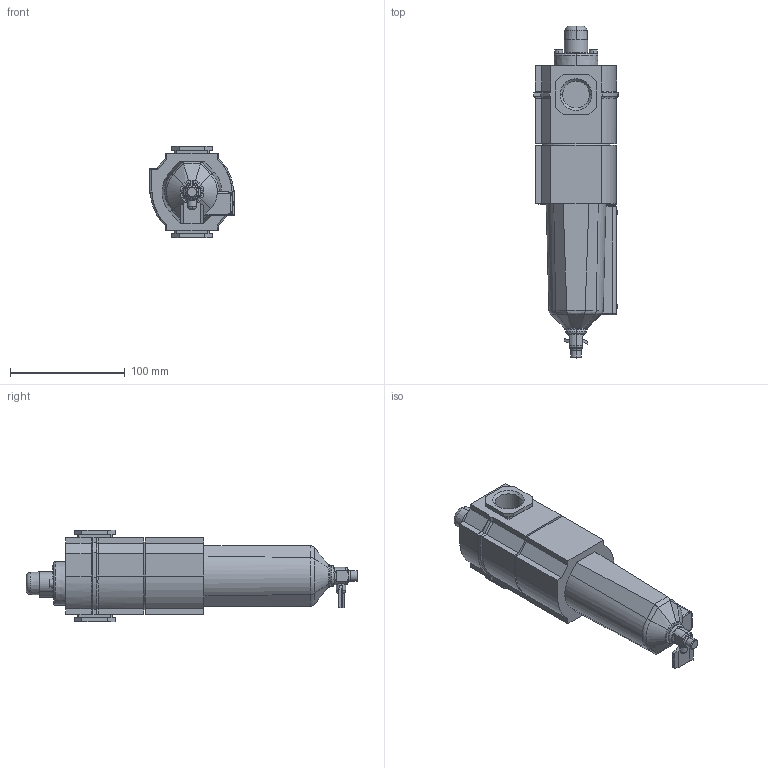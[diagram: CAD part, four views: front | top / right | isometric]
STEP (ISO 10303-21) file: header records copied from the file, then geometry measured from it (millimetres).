
FILE_DESCRIPTION (( 'STEP AP214' ), '1' );
FILE_NAME ('Norgren-F74H-6AD-QD0.step', '2019-03-03T02:16:24', ( '' ), ( '' ), 'SwSTEP 2.0', 'SolidWorks 2019', '' );
FILE_SCHEMA (( 'AUTOMOTIVE_DESIGN' ));
Length unit declared in the file: millimetre
Products named in the file (6): Norgren-F74H-6AD-QD0_F74_ss_47_3-4; Norgren-F74H-6AD-QD0; Norgren-F74H-6AD-QD0_F74_ss_36; Norgren-F74H-6AD-QD0_F74_ss_03; Norgren-F74H-6AD-QD0_F74_ss_31_HQ; Norgren-F74H-6AD-QD0_F74_5797-50
Assembly tree (5 placements, depth 2):
  Norgren-F74H-6AD-QD0
    Norgren-F74H-6AD-QD0_F74_ss_47_3-4
    Norgren-F74H-6AD-QD0_F74_ss_31_HQ
    Norgren-F74H-6AD-QD0_F74_ss_36
    Norgren-F74H-6AD-QD0_F74_ss_03
    Norgren-F74H-6AD-QD0_F74_5797-50
Bounding box: 73.5 x 289.64 x 80 mm (x, y, z)
Volume: 742183.2 mm3; surface area: 84792.7 mm2
Topology: 6 solids, 6 shells, 329 faces, 805 edges, 505 vertices
Faces by surface type: plane 168, cylinder 65, bspline 59, torus 23, cone 14
Entity records: 14692 total; most frequent: CARTESIAN_POINT 4646, ORIENTED_EDGE 1610, DIRECTION 1413, EDGE_CURVE 805, VERTEX_POINT 505, AXIS2_PLACEMENT_3D 473, VECTOR 467, LINE 467
